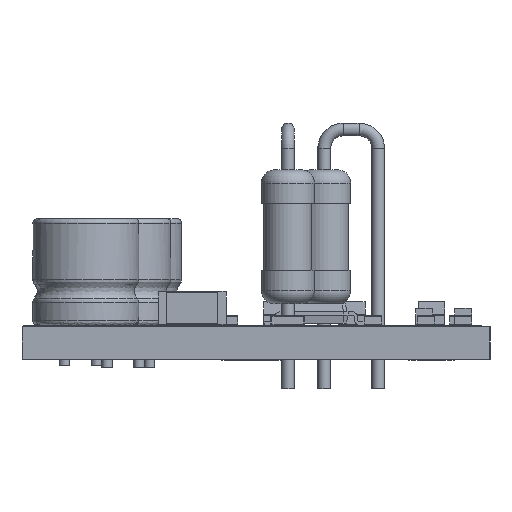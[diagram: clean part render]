
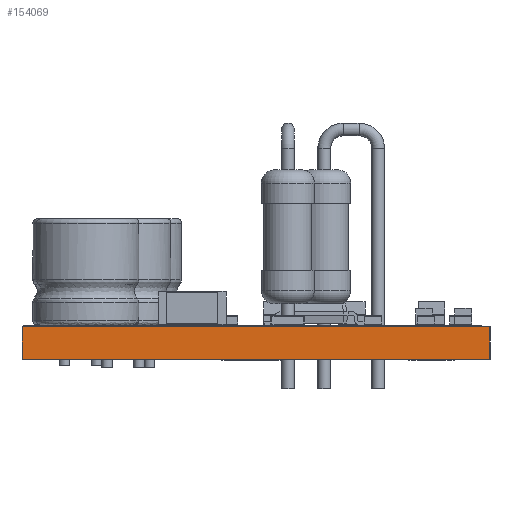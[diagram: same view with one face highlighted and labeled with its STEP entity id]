
A CAD part, left-side view. The second image highlights one B-rep face of the part: STEP entity #154069.
In plain terms, the highlighted planar face has unit normal (-1, 0, 0).
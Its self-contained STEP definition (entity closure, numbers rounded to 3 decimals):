
#154013 = VERTEX_POINT('',#154014);
#154014 = CARTESIAN_POINT('',(-37.,-11.,1.51));
#154020 = EDGE_CURVE('',#154021,#154013,#154023,.T.);
#154021 = VERTEX_POINT('',#154022);
#154022 = CARTESIAN_POINT('',(-37.,-11.,0.));
#154023 = LINE('',#154024,#154025);
#154024 = CARTESIAN_POINT('',(-37.,-11.,0.));
#154025 = VECTOR('',#154026,1.);
#154026 = DIRECTION('',(0.,0.,1.));
#154069 = ADVANCED_FACE('',(#154070),#154095,.T.);
#154070 = FACE_BOUND('',#154071,.T.);
#154071 = EDGE_LOOP('',(#154072,#154073,#154081,#154089));
#154072 = ORIENTED_EDGE('',*,*,#154020,.T.);
#154073 = ORIENTED_EDGE('',*,*,#154074,.T.);
#154074 = EDGE_CURVE('',#154013,#154075,#154077,.T.);
#154075 = VERTEX_POINT('',#154076);
#154076 = CARTESIAN_POINT('',(-37.,11.,1.51));
#154077 = LINE('',#154078,#154079);
#154078 = CARTESIAN_POINT('',(-37.,-11.,1.51));
#154079 = VECTOR('',#154080,1.);
#154080 = DIRECTION('',(0.,1.,0.));
#154081 = ORIENTED_EDGE('',*,*,#154082,.F.);
#154082 = EDGE_CURVE('',#154083,#154075,#154085,.T.);
#154083 = VERTEX_POINT('',#154084);
#154084 = CARTESIAN_POINT('',(-37.,11.,0.));
#154085 = LINE('',#154086,#154087);
#154086 = CARTESIAN_POINT('',(-37.,11.,0.));
#154087 = VECTOR('',#154088,1.);
#154088 = DIRECTION('',(0.,0.,1.));
#154089 = ORIENTED_EDGE('',*,*,#154090,.F.);
#154090 = EDGE_CURVE('',#154021,#154083,#154091,.T.);
#154091 = LINE('',#154092,#154093);
#154092 = CARTESIAN_POINT('',(-37.,-11.,0.));
#154093 = VECTOR('',#154094,1.);
#154094 = DIRECTION('',(0.,1.,0.));
#154095 = PLANE('',#154096);
#154096 = AXIS2_PLACEMENT_3D('',#154097,#154098,#154099);
#154097 = CARTESIAN_POINT('',(-37.,-11.,0.));
#154098 = DIRECTION('',(-1.,0.,0.));
#154099 = DIRECTION('',(0.,1.,0.));
